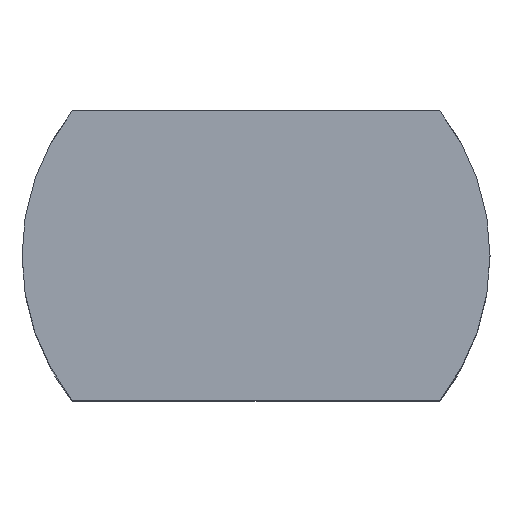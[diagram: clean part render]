
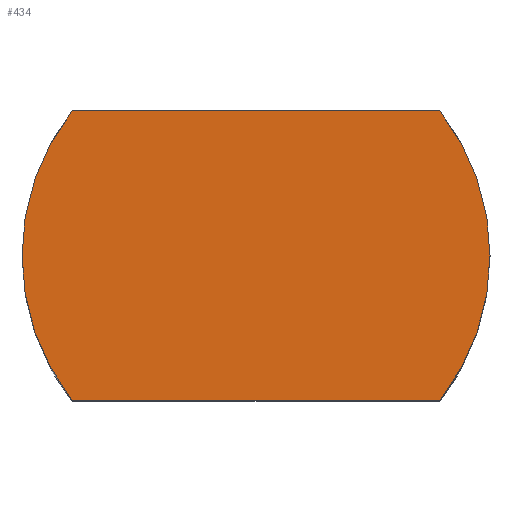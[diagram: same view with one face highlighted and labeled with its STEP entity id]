
A CAD part, top view. The second image highlights one B-rep face of the part: STEP entity #434.
In plain terms, the highlighted planar face has unit normal (0, 0, 1).
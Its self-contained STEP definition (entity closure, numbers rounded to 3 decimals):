
#30=LINE('',#710,#60);
#31=LINE('',#711,#61);
#60=VECTOR('',#568,1000.);
#61=VECTOR('',#569,1000.);
#86=PLANE('',#486);
#125=ORIENTED_EDGE('',*,*,#239,.F.);
#126=ORIENTED_EDGE('',*,*,#240,.F.);
#127=ORIENTED_EDGE('',*,*,#229,.F.);
#128=ORIENTED_EDGE('',*,*,#241,.F.);
#229=EDGE_CURVE('',#287,#288,#325,.T.);
#239=EDGE_CURVE('',#297,#298,#331,.T.);
#240=EDGE_CURVE('',#288,#297,#30,.T.);
#241=EDGE_CURVE('',#298,#287,#31,.T.);
#287=VERTEX_POINT('',#681);
#288=VERTEX_POINT('',#683);
#297=VERTEX_POINT('',#708);
#298=VERTEX_POINT('',#709);
#325=CIRCLE('',#478,3.5);
#331=CIRCLE('',#487,3.5);
#354=EDGE_LOOP('',(#125,#126,#127,#128));
#392=FACE_BOUND('',#354,.T.);
#434=ADVANCED_FACE('',(#392),#86,.F.);
#478=AXIS2_PLACEMENT_3D('',#682,#545,#546);
#486=AXIS2_PLACEMENT_3D('',#706,#564,#565);
#487=AXIS2_PLACEMENT_3D('',#707,#566,#567);
#545=DIRECTION('',(0.,0.,-1.));
#546=DIRECTION('',(-1.,0.,0.));
#564=DIRECTION('',(0.,0.,-1.));
#565=DIRECTION('',(-1.,0.,0.));
#566=DIRECTION('',(0.,0.,-1.));
#567=DIRECTION('',(1.,0.,0.));
#568=DIRECTION('',(-1.,0.,0.));
#569=DIRECTION('',(1.,0.,0.));
#681=CARTESIAN_POINT('',(2.75,2.165,7.));
#682=CARTESIAN_POINT('',(0.,0.,7.));
#683=CARTESIAN_POINT('',(2.75,-2.165,7.));
#706=CARTESIAN_POINT('',(0.,0.,7.));
#707=CARTESIAN_POINT('',(0.,0.,7.));
#708=CARTESIAN_POINT('',(-2.75,-2.165,7.));
#709=CARTESIAN_POINT('',(-2.75,2.165,7.));
#710=CARTESIAN_POINT('',(2.75,-2.165,7.));
#711=CARTESIAN_POINT('',(-2.75,2.165,7.));
